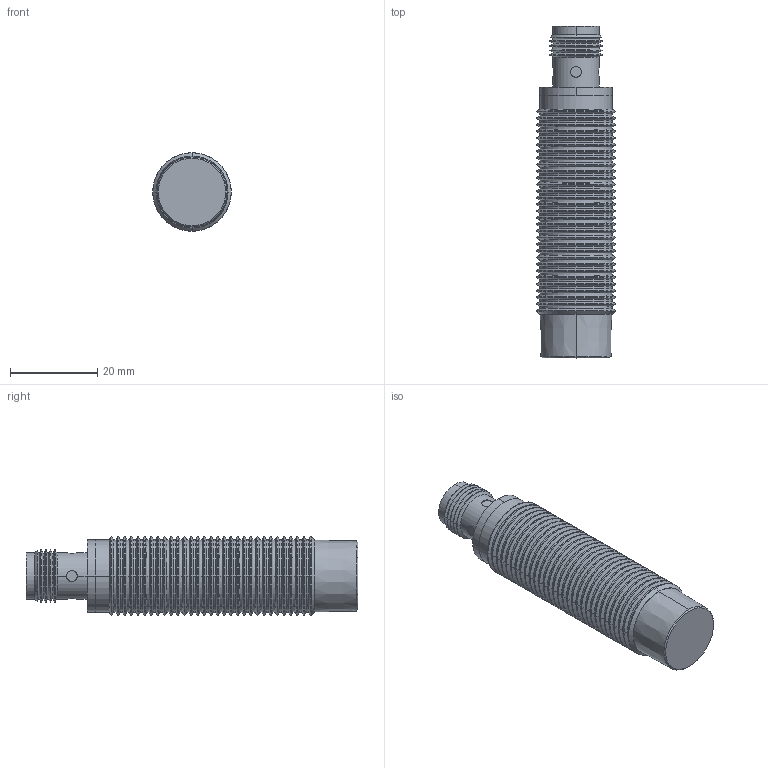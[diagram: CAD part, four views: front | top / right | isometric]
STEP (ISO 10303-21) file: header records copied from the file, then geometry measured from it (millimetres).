
FILE_DESCRIPTION(('STEP AP214'),'1');
FILE_NAME('cctmp_AB1FACE5-5D3C-485A-BB9D-E6DD5611B4E5_2022_07_28_14_01_49_0419..stp','2022-07-28T12:01:49',('Pepperl+Fuchs GmbH'),('CADClick - www.CADClick.com'),'Spatial InterOp 3D',' ','unknown authorization');
FILE_SCHEMA(('AUTOMOTIVE_DESIGN'));
Length unit declared in the file: millimetre
Products named in the file (6): cc_unnamed; NBN8-18GM60-A2-V1_4; NBN8-18GM60-A2-V1_3; NBN8-18GM60-A2-V1_2; NBN8-18GM60-A2-V1_1; NBN8-18GM60-A2-V1
Assembly tree (5 placements, depth 2):
  cc_unnamed
    NBN8-18GM60-A2-V1_4
    NBN8-18GM60-A2-V1_3
    NBN8-18GM60-A2-V1_2
    NBN8-18GM60-A2-V1_1
    NBN8-18GM60-A2-V1
Bounding box: 18 x 76 x 18 mm (x, y, z)
Volume: 14015.2 mm3; surface area: 10386.3 mm2
Topology: 8 solids, 8 shells, 395 faces, 840 edges, 460 vertices
Faces by surface type: cylinder 187, cone 162, plane 38, sphere 8
Entity records: 13951 total; most frequent: DIRECTION 2042, CARTESIAN_POINT 1965, ORIENTED_EDGE 1648, AXIS2_PLACEMENT_3D 841, EDGE_CURVE 824, VERTEX_POINT 460, CIRCLE 440, EDGE_LOOP 420
